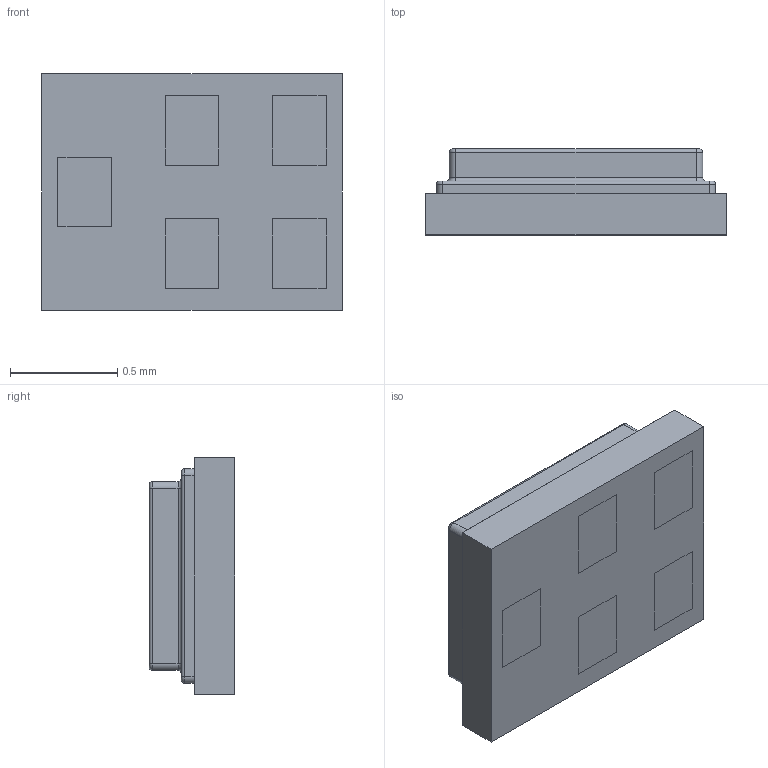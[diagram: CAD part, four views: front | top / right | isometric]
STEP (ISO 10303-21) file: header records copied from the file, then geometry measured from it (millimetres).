
FILE_DESCRIPTION (( 'STEP AP214' ), '1' );
FILE_NAME ('B39162B4327P810.STEP', '2023-06-06T15:53:33', ( '' ), ( '' ), 'SwSTEP 2.0', 'SolidWorks 2021', '' );
FILE_SCHEMA (( 'AUTOMOTIVE_DESIGN' ));
Length unit declared in the file: millimetre
Products named in the file (1): B39162B4327P810
Bounding box: 1.4 x 0.4 x 1.1 mm (x, y, z)
Volume: 0.5 mm3; surface area: 9.4 mm2
Topology: 7 solids, 7 shells, 104 faces, 228 edges, 144 vertices
Faces by surface type: plane 72, cylinder 20, torus 12
Entity records: 2922 total; most frequent: DIRECTION 490, CARTESIAN_POINT 477, ORIENTED_EDGE 456, EDGE_CURVE 228, VECTOR 176, LINE 176, AXIS2_PLACEMENT_3D 157, VERTEX_POINT 144
